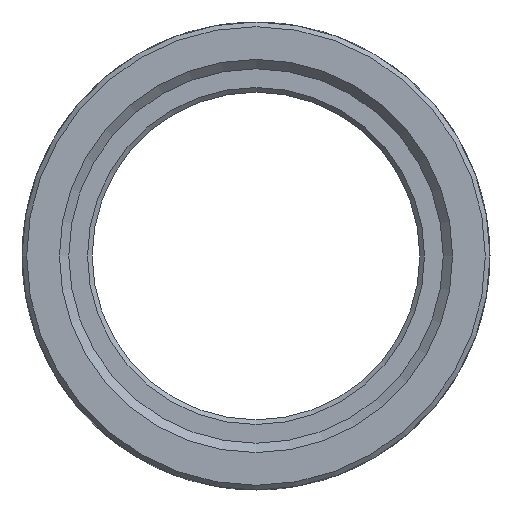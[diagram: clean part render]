
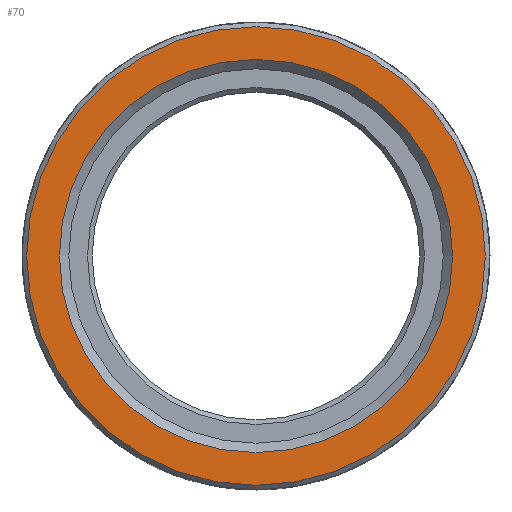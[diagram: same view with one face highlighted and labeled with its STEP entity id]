
A CAD part, left-side view. The second image highlights one B-rep face of the part: STEP entity #70.
In plain terms, the highlighted planar face has unit normal (-1, 0, 0).
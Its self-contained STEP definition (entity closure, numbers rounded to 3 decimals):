
#70 = ADVANCED_FACE( '', ( #168, #169 ), #170, .T. );
#168 = FACE_BOUND( '', #301, .T. );
#169 = FACE_OUTER_BOUND( '', #302, .T. );
#170 = PLANE( '', #303 );
#301 = EDGE_LOOP( '', ( #447 ) );
#302 = EDGE_LOOP( '', ( #448 ) );
#303 = AXIS2_PLACEMENT_3D( '', #449, #450, #451 );
#447 = ORIENTED_EDGE( '', *, *, #705, .T. );
#448 = ORIENTED_EDGE( '', *, *, #706, .F. );
#449 = CARTESIAN_POINT( '', ( 0., 24.5, 0. ) );
#450 = DIRECTION( '', ( -1., 0., 0. ) );
#451 = DIRECTION( '', ( 0., 0., 1. ) );
#705 = EDGE_CURVE( '', #822, #822, #823, .T. );
#706 = EDGE_CURVE( '', #824, #824, #825, .T. );
#822 = VERTEX_POINT( '', #983 );
#823 = CIRCLE( '', #984, 21. );
#824 = VERTEX_POINT( '', #985 );
#825 = CIRCLE( '', #986, 24.5 );
#983 = CARTESIAN_POINT( '', ( 0., 0., -21. ) );
#984 = AXIS2_PLACEMENT_3D( '', #1196, #1197, #1198 );
#985 = CARTESIAN_POINT( '', ( 0., 0., -24.5 ) );
#986 = AXIS2_PLACEMENT_3D( '', #1199, #1200, #1201 );
#1196 = CARTESIAN_POINT( '', ( 0., 0., 0. ) );
#1197 = DIRECTION( '', ( 1., 0., 0. ) );
#1198 = DIRECTION( '', ( 0., 0., -1. ) );
#1199 = CARTESIAN_POINT( '', ( 0., 0., 0. ) );
#1200 = DIRECTION( '', ( 1., 0., 0. ) );
#1201 = DIRECTION( '', ( 0., 0., -1. ) );
